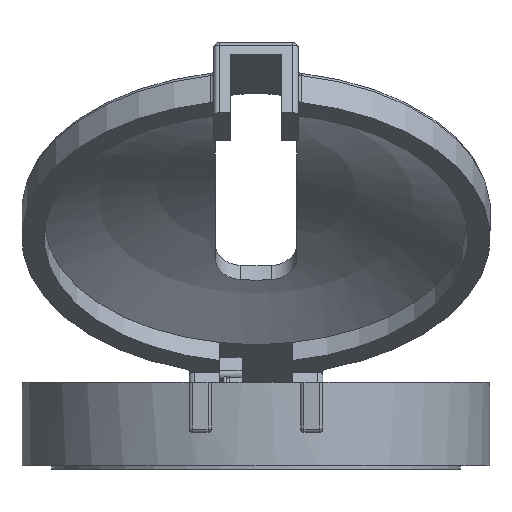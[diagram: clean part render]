
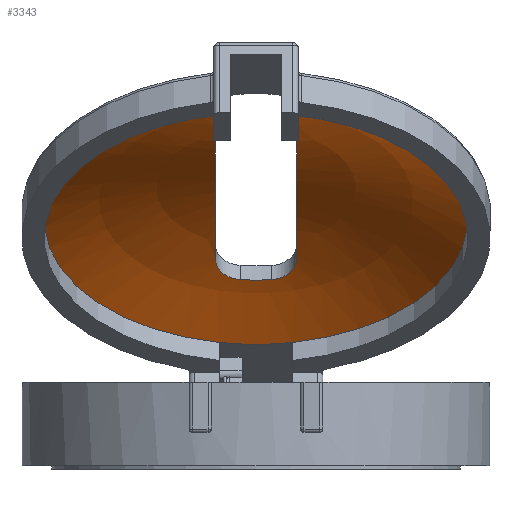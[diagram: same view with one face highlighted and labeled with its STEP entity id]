
A CAD part, front view. The second image highlights one B-rep face of the part: STEP entity #3343.
In plain terms, the highlighted spherical face has radius 42.5 mm.
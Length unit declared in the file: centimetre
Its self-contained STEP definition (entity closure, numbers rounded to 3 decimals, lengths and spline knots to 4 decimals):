
#35=SPHERICAL_SURFACE('',#3667,4.25);
#198=B_SPLINE_CURVE_WITH_KNOTS('',3,(#6255,#6256,#6257,#6258,#6259,#6260,
#6261,#6262,#6263),.UNSPECIFIED.,.F.,.F.,(4,3,2,4),(1.4944,1.5738,
1.6744,1.7659),.UNSPECIFIED.);
#201=B_SPLINE_CURVE_WITH_KNOTS('',3,(#6321,#6322,#6323,#6324,#6325,#6326,
#6327,#6328,#6329),.UNSPECIFIED.,.F.,.F.,(4,2,3,4),(1.3816,1.4731,
1.5738,1.6531),.UNSPECIFIED.);
#202=B_SPLINE_CURVE_WITH_KNOTS('',3,(#6334,#6335,#6336,#6337,#6338,#6339,
#6340,#6341,#6342,#6343,#6344),.UNSPECIFIED.,.F.,.F.,(4,2,3,2,4),(-0.1754,
-0.0946,0.,0.0964,0.1783),
 .UNSPECIFIED.);
#204=B_SPLINE_CURVE_WITH_KNOTS('',3,(#6365,#6366,#6367,#6368,#6369,#6370,
#6371,#6372,#6373,#6374,#6375),.UNSPECIFIED.,.F.,.F.,(4,2,3,2,4),(-0.1783,
-0.0963,0.,0.0946,0.1754),
 .UNSPECIFIED.);
#858=FACE_OUTER_BOUND('',#1100,.T.);
#1100=EDGE_LOOP('',(#2765,#2766,#2767,#2768,#2769,#2770,#2771,#2772,#2773,
#2774));
#1299=CIRCLE('',#3654,4.2343);
#1304=CIRCLE('',#3662,4.2343);
#1306=CIRCLE('',#3666,1.27);
#1307=CIRCLE('',#3668,1.9);
#1308=CIRCLE('',#3669,1.9);
#1309=CIRCLE('',#3670,1.9);
#1576=VERTEX_POINT('',#6253);
#1577=VERTEX_POINT('',#6254);
#1586=VERTEX_POINT('',#6294);
#1592=VERTEX_POINT('',#6318);
#1593=VERTEX_POINT('',#6320);
#1594=VERTEX_POINT('',#6332);
#1595=VERTEX_POINT('',#6333);
#1598=VERTEX_POINT('',#6364);
#1600=VERTEX_POINT('',#6393);
#1601=VERTEX_POINT('',#6395);
#1978=EDGE_CURVE('',#1576,#1577,#198,.F.);
#1989=EDGE_CURVE('',#1586,#1576,#1299,.T.);
#1997=EDGE_CURVE('',#1592,#1593,#201,.T.);
#1999=EDGE_CURVE('',#1594,#1595,#202,.T.);
#2004=EDGE_CURVE('',#1592,#1595,#1304,.T.);
#2005=EDGE_CURVE('',#1586,#1598,#204,.T.);
#2009=EDGE_CURVE('',#1594,#1598,#1306,.T.);
#2010=EDGE_CURVE('',#1600,#1577,#1307,.T.);
#2011=EDGE_CURVE('',#1601,#1600,#1308,.T.);
#2012=EDGE_CURVE('',#1593,#1601,#1309,.T.);
#2765=ORIENTED_EDGE('',*,*,#2004,.T.);
#2766=ORIENTED_EDGE('',*,*,#1999,.F.);
#2767=ORIENTED_EDGE('',*,*,#2009,.T.);
#2768=ORIENTED_EDGE('',*,*,#2005,.F.);
#2769=ORIENTED_EDGE('',*,*,#1989,.T.);
#2770=ORIENTED_EDGE('',*,*,#1978,.T.);
#2771=ORIENTED_EDGE('',*,*,#2010,.F.);
#2772=ORIENTED_EDGE('',*,*,#2011,.F.);
#2773=ORIENTED_EDGE('',*,*,#2012,.F.);
#2774=ORIENTED_EDGE('',*,*,#1997,.F.);
#3343=ADVANCED_FACE('',(#858),#35,.F.);
#3654=AXIS2_PLACEMENT_3D('',#6295,#4452,#4453);
#3662=AXIS2_PLACEMENT_3D('',#6362,#4474,#4475);
#3666=AXIS2_PLACEMENT_3D('',#6391,#4483,#4484);
#3667=AXIS2_PLACEMENT_3D('',#6392,#4485,#4486);
#3668=AXIS2_PLACEMENT_3D('',#6394,#4487,#4488);
#3669=AXIS2_PLACEMENT_3D('',#6396,#4489,#4490);
#3670=AXIS2_PLACEMENT_3D('',#6397,#4491,#4492);
#4452=DIRECTION('center_axis',(1.,0.,0.));
#4453=DIRECTION('ref_axis',(0.,-0.588,-0.809));
#4474=DIRECTION('center_axis',(-1.,0.,0.));
#4475=DIRECTION('ref_axis',(0.,0.588,0.809));
#4483=DIRECTION('center_axis',(0.,0.588,0.809));
#4484=DIRECTION('ref_axis',(-0.287,0.775,-0.563));
#4485=DIRECTION('center_axis',(0.,0.588,0.809));
#4486=DIRECTION('ref_axis',(1.,0.,0.));
#4487=DIRECTION('center_axis',(0.,0.588,0.809));
#4488=DIRECTION('ref_axis',(-1.,0.,0.));
#4489=DIRECTION('center_axis',(0.,0.588,0.809));
#4490=DIRECTION('ref_axis',(0.,-0.809,0.588));
#4491=DIRECTION('center_axis',(0.,0.588,0.809));
#4492=DIRECTION('ref_axis',(-1.,0.,0.));
#6253=CARTESIAN_POINT('',(0.235,2.0154,4.7965));
#6254=CARTESIAN_POINT('',(0.3651,1.7843,4.8518));
#6255=CARTESIAN_POINT('Ctrl Pts',(0.3651,1.7843,4.8518));
#6256=CARTESIAN_POINT('Ctrl Pts',(0.341,1.798,4.8481));
#6257=CARTESIAN_POINT('Ctrl Pts',(0.3195,1.8158,4.8436));
#6258=CARTESIAN_POINT('Ctrl Pts',(0.3022,1.8353,4.8388));
#6259=CARTESIAN_POINT('Ctrl Pts',(0.2803,1.8599,4.8327));
#6260=CARTESIAN_POINT('Ctrl Pts',(0.2621,1.8905,4.8254));
#6261=CARTESIAN_POINT('Ctrl Pts',(0.2401,1.9534,4.8107));
#6262=CARTESIAN_POINT('Ctrl Pts',(0.235,1.9853,4.8034));
#6263=CARTESIAN_POINT('Ctrl Pts',(0.235,2.0154,4.7965));
#6294=CARTESIAN_POINT('',(0.235,4.3116,3.3983));
#6295=CARTESIAN_POINT('Origin',(0.235,1.0751,0.6679));
#6318=CARTESIAN_POINT('',(0.965,2.0154,4.7965));
#6320=CARTESIAN_POINT('',(0.8349,1.7843,4.8518));
#6321=CARTESIAN_POINT('Ctrl Pts',(0.965,2.0154,4.7965));
#6322=CARTESIAN_POINT('Ctrl Pts',(0.965,1.9853,4.8034));
#6323=CARTESIAN_POINT('Ctrl Pts',(0.9599,1.9534,4.8107));
#6324=CARTESIAN_POINT('Ctrl Pts',(0.9379,1.8905,4.8254));
#6325=CARTESIAN_POINT('Ctrl Pts',(0.9197,1.8599,4.8327));
#6326=CARTESIAN_POINT('Ctrl Pts',(0.8978,1.8353,4.8388));
#6327=CARTESIAN_POINT('Ctrl Pts',(0.8805,1.8158,4.8436));
#6328=CARTESIAN_POINT('Ctrl Pts',(0.859,1.798,4.8481));
#6329=CARTESIAN_POINT('Ctrl Pts',(0.8349,1.7843,4.8518));
#6332=CARTESIAN_POINT('',(0.7432,4.48,3.2074));
#6333=CARTESIAN_POINT('',(0.965,4.3116,3.3983));
#6334=CARTESIAN_POINT('Ctrl Pts',(0.7432,4.48,3.2074));
#6335=CARTESIAN_POINT('Ctrl Pts',(0.7704,4.4775,3.2093));
#6336=CARTESIAN_POINT('Ctrl Pts',(0.7983,4.4718,3.2149));
#6337=CARTESIAN_POINT('Ctrl Pts',(0.8539,4.453,3.2348));
#6338=CARTESIAN_POINT('Ctrl Pts',(0.8808,4.4388,3.2506));
#6339=CARTESIAN_POINT('Ctrl Pts',(0.9015,4.4231,3.2685));
#6340=CARTESIAN_POINT('Ctrl Pts',(0.9226,4.4071,3.2866));
#6341=CARTESIAN_POINT('Ctrl Pts',(0.9402,4.3874,3.3093));
#6342=CARTESIAN_POINT('Ctrl Pts',(0.9604,4.3484,3.3548));
#6343=CARTESIAN_POINT('Ctrl Pts',(0.965,4.3295,3.377));
#6344=CARTESIAN_POINT('Ctrl Pts',(0.965,4.3116,3.3983));
#6362=CARTESIAN_POINT('Origin',(0.965,1.0751,0.6679));
#6364=CARTESIAN_POINT('',(0.4568,4.48,3.2074));
#6365=CARTESIAN_POINT('Ctrl Pts',(0.235,4.3116,3.3983));
#6366=CARTESIAN_POINT('Ctrl Pts',(0.235,4.3295,3.377));
#6367=CARTESIAN_POINT('Ctrl Pts',(0.2396,4.3484,3.3547));
#6368=CARTESIAN_POINT('Ctrl Pts',(0.2598,4.3874,3.3093));
#6369=CARTESIAN_POINT('Ctrl Pts',(0.2774,4.4071,3.2866));
#6370=CARTESIAN_POINT('Ctrl Pts',(0.2985,4.4231,3.2685));
#6371=CARTESIAN_POINT('Ctrl Pts',(0.3192,4.4388,3.2506));
#6372=CARTESIAN_POINT('Ctrl Pts',(0.3461,4.453,3.2348));
#6373=CARTESIAN_POINT('Ctrl Pts',(0.4017,4.4718,3.2149));
#6374=CARTESIAN_POINT('Ctrl Pts',(0.4296,4.4775,3.2093));
#6375=CARTESIAN_POINT('Ctrl Pts',(0.4568,4.48,3.2074));
#6391=CARTESIAN_POINT('Origin',(0.6,3.4591,3.9492));
#6392=CARTESIAN_POINT('Origin',(0.6,1.0751,0.6679));
#6393=CARTESIAN_POINT('',(0.275,4.8242,2.6432));
#6394=CARTESIAN_POINT('Origin',(0.6,3.3097,3.7435));
#6395=CARTESIAN_POINT('',(0.925,4.8242,2.6432));
#6396=CARTESIAN_POINT('Origin',(0.6,3.3097,3.7435));
#6397=CARTESIAN_POINT('Origin',(0.6,3.3097,3.7435));
